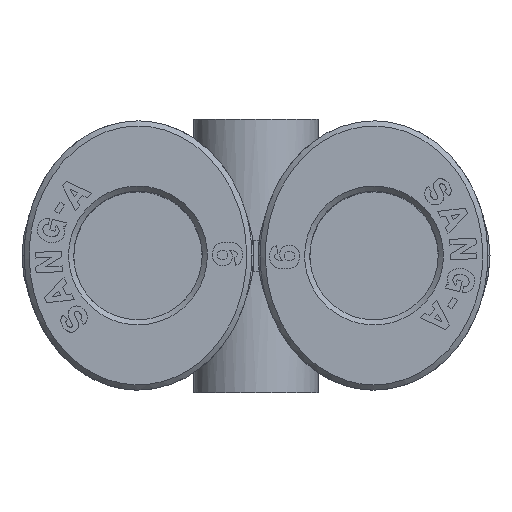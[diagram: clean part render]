
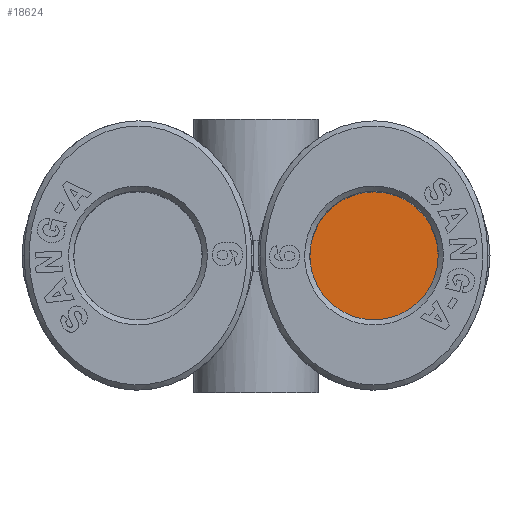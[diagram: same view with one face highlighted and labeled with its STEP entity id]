
A CAD part, top view. The second image highlights one B-rep face of the part: STEP entity #18624.
In plain terms, the highlighted face is planar.
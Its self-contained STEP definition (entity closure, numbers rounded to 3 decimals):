
#1919=CARTESIAN_POINT('',(-7.218,0.,14.284));
#1920=VERTEX_POINT('',#1919);
#1929=CARTESIAN_POINT('',(-7.218,0.,8.084));
#1930=VERTEX_POINT('',#1929);
#1931=CARTESIAN_POINT('',(-7.218,0.,11.184));
#1932=DIRECTION('',(1.0,0.0,0.0));
#1933=DIRECTION('',(0.0,0.0,1.0));
#1934=AXIS2_PLACEMENT_3D('',#1931,#1932,#1933);
#1935=CIRCLE('',#1934,3.1);
#1936=EDGE_CURVE('',#1920,#1930,#1935,.T.);
#18605=CARTESIAN_POINT('',(-7.218,0.,11.184));
#18606=DIRECTION('',(1.0,0.0,0.0));
#18607=DIRECTION('',(0.0,0.0,1.0));
#18608=AXIS2_PLACEMENT_3D('',#18605,#18606,#18607);
#18609=CIRCLE('',#18608,3.1);
#18610=EDGE_CURVE('',#1930,#1920,#18609,.T.);
#18615=CARTESIAN_POINT('',(-7.218,0.,11.184));
#18616=DIRECTION('',(1.0,0.0,0.0));
#18617=DIRECTION('',(0.0,0.0,1.0));
#18618=AXIS2_PLACEMENT_3D('',#18615,#18616,#18617);
#18619=PLANE('',#18618);
#18620=ORIENTED_EDGE('',*,*,#1936,.F.);
#18621=ORIENTED_EDGE('',*,*,#18610,.F.);
#18622=EDGE_LOOP('',(#18620,#18621));
#18623=FACE_OUTER_BOUND('',#18622,.T.);
#18624=ADVANCED_FACE('',(#18623),#18619,.F.);
